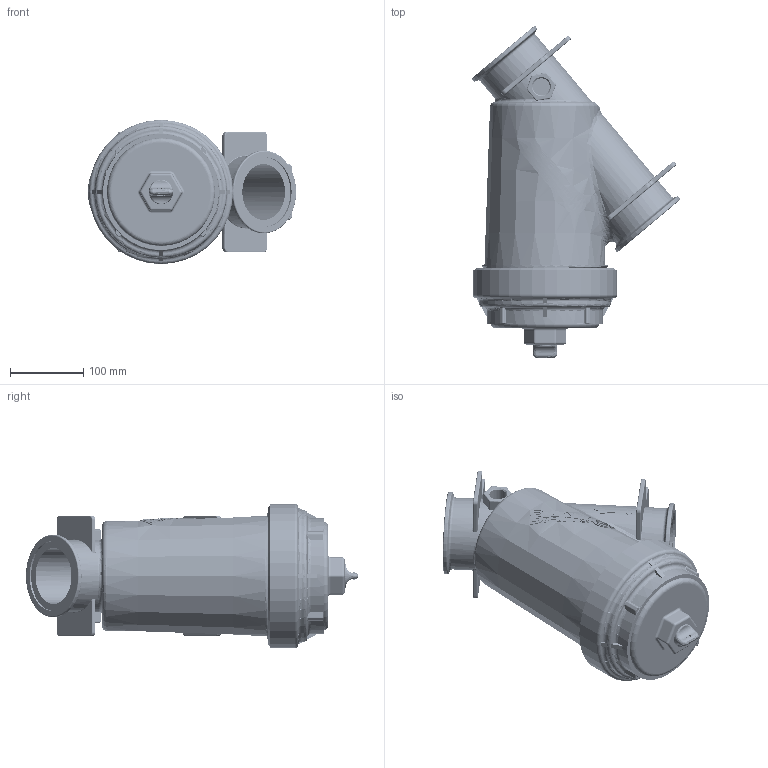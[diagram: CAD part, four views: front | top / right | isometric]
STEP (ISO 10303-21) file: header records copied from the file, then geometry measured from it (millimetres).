
FILE_DESCRIPTION(/* description */ ('3" MANIFOLD LINESTRAINER W/ #12 MESH SCREEN'),/* implementation_level */ '2;1');
FILE_NAME(/* name */ 'MLS300-12.stp',/* time_stamp */ '2023-07-11T09:41:45-04:00',/* author */ ('mclevenger'),/* organization */ (''),/* preprocessor_version */ 'ST-DEVELOPER v18.1',/* originating_system */ 'Autodesk Inventor 2022',/* authorisation */ '');
FILE_SCHEMA (('AUTOMOTIVE_DESIGN { 1 0 10303 214 3 1 1 }'));
Products named in the file (11): MLS300-12; MLS300B; LS300EC; LS300ECX; MLS300CAP; MLS300CAPX; MLS300ECG; MLS300G; LS312; 13777; 13778
Assembly tree (10 placements, depth 3):
  MLS300-12
    MLS300B
    LS300EC
      LS300ECX
    MLS300CAP
      MLS300CAPX
    MLS300ECG
    MLS300G
    LS312
    13777
    13778
Bounding box: 284.12 x 453.02 x 196.85 mm (x, y, z)
Volume: 3115306.7 mm3; surface area: 974519 mm2
Topology: 11 solids, 11 shells, 1888 faces, 6531 edges, 4652 vertices
Faces by surface type: cylinder 936, plane 504, bspline 230, torus 100, cone 84, sphere 34
Full cylindrical faces by diameter (mm): 6.35 x648, 17.78 x1, 23.114 x2, 33.274 x1, 76.2 x2, 95.25 x2, 98.552 x1, 101.6 x1, 103.188 x2, 103.632 x1, 104.902 x1, 104.953 x1, 106.985 x1, 107.493 x2, 109.525 x2, 109.652 x1, 109.728 x1, 112.776 x2, 118.872 x1, 119.438 x4, 120.127 x4, 125.73 x1, 125.865 x3, 127 x1, 137.516 x1, 146.05 x1, 154.94 x1, 157.988 x1, 158.242 x1, 165.1 x3
Entity records: 132090 total; most frequent: CARTESIAN_POINT 78546, ORIENTED_EDGE 13002, DIRECTION 7522, EDGE_CURVE 6501, VERTEX_POINT 4652, B_SPLINE_CURVE_WITH_KNOTS 3435, EDGE_LOOP 3227, AXIS2_PLACEMENT_3D 2778
